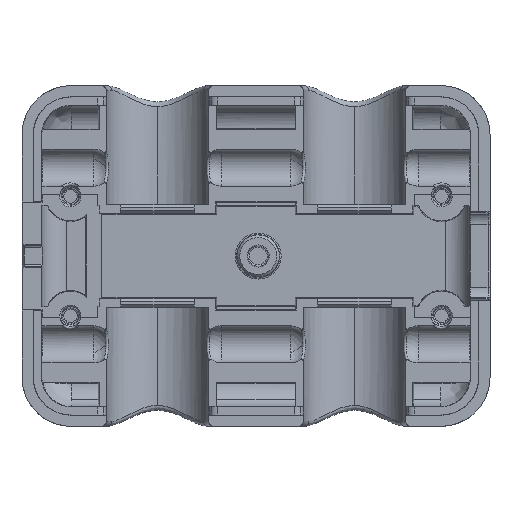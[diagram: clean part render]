
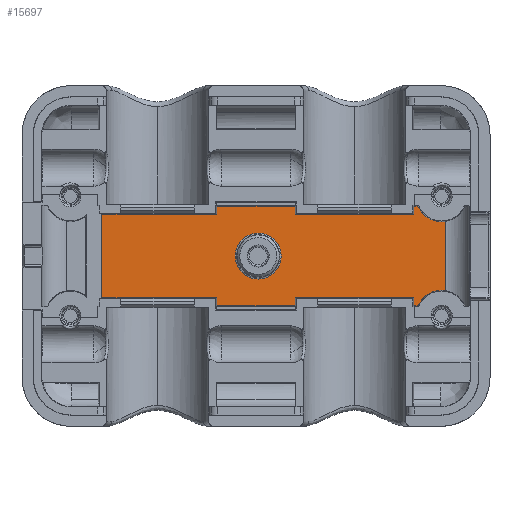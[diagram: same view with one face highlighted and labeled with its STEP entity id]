
A CAD part, top view. The second image highlights one B-rep face of the part: STEP entity #15697.
In plain terms, the highlighted planar face has unit normal (0, 0, 1).
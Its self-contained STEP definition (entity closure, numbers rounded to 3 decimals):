
#513=CARTESIAN_POINT('',(14.02,12.766,-5.));
#514=VERTEX_POINT('',#513);
#521=CARTESIAN_POINT('',(26.08,12.766,-5.));
#522=VERTEX_POINT('',#521);
#523=CARTESIAN_POINT('',(26.08,12.766,-5.));
#524=DIRECTION('',(-1.,-0.,0.));
#525=VECTOR('',#524,12.059);
#526=LINE('',#523,#525);
#527=EDGE_CURVE('',#522,#514,#526,.T.);
#1208=CARTESIAN_POINT('',(28.923,11.994,-5.));
#1209=VERTEX_POINT('',#1208);
#1217=CARTESIAN_POINT('',(26.544,13.569,-5.));
#1218=VERTEX_POINT('',#1217);
#1226=CARTESIAN_POINT('',(28.923,14.578,-5.));
#1227=DIRECTION('',(0.,0.,-1.));
#1228=DIRECTION('',(-1.,0.,0.));
#1229=AXIS2_PLACEMENT_3D('',#1226,#1227,#1228);
#1230=CIRCLE('',#1229,2.584);
#1231=EDGE_CURVE('',#1209,#1218,#1230,.T.);
#3092=CARTESIAN_POINT('',(-5.666,12.766,-5.));
#3093=VERTEX_POINT('',#3092);
#3100=CARTESIAN_POINT('',(6.03,12.766,-5.));
#3101=VERTEX_POINT('',#3100);
#3102=CARTESIAN_POINT('',(-5.666,12.766,-5.));
#3103=DIRECTION('',(1.,-0.,-0.));
#3104=VECTOR('',#3103,11.695);
#3105=LINE('',#3102,#3104);
#3106=EDGE_CURVE('',#3093,#3101,#3105,.T.);
#3157=CARTESIAN_POINT('',(14.02,4.234,-5.));
#3158=VERTEX_POINT('',#3157);
#3165=CARTESIAN_POINT('',(14.02,3.431,-5.));
#3166=VERTEX_POINT('',#3165);
#3167=CARTESIAN_POINT('',(14.02,3.431,-5.));
#3168=DIRECTION('',(0.,1.,-0.));
#3169=VECTOR('',#3168,0.803);
#3170=LINE('',#3167,#3169);
#3171=EDGE_CURVE('',#3166,#3158,#3170,.T.);
#3268=CARTESIAN_POINT('',(6.03,4.234,-5.));
#3269=VERTEX_POINT('',#3268);
#3291=CARTESIAN_POINT('',(6.03,3.431,-5.));
#3292=VERTEX_POINT('',#3291);
#3299=CARTESIAN_POINT('',(6.03,4.234,-5.));
#3300=DIRECTION('',(0.,-1.,0.));
#3301=VECTOR('',#3300,0.803);
#3302=LINE('',#3299,#3301);
#3303=EDGE_CURVE('',#3269,#3292,#3302,.T.);
#3416=CARTESIAN_POINT('',(-5.666,4.234,-5.));
#3417=VERTEX_POINT('',#3416);
#3418=CARTESIAN_POINT('',(-5.666,4.234,-5.));
#3419=DIRECTION('',(1.,0.,-0.));
#3420=VECTOR('',#3419,11.695);
#3421=LINE('',#3418,#3420);
#3422=EDGE_CURVE('',#3417,#3269,#3421,.T.);
#7651=CARTESIAN_POINT('',(-5.666,4.234,-5.));
#7652=DIRECTION('',(-0.,1.,0.));
#7653=VECTOR('',#7652,8.532);
#7654=LINE('',#7651,#7653);
#7655=EDGE_CURVE('',#3417,#3093,#7654,.T.);
#7755=CARTESIAN_POINT('',(26.08,4.234,-5.));
#7756=VERTEX_POINT('',#7755);
#7764=CARTESIAN_POINT('',(26.08,3.431,-5.));
#7765=VERTEX_POINT('',#7764);
#7772=CARTESIAN_POINT('',(26.08,4.234,-5.));
#7773=DIRECTION('',(0.,-1.,0.));
#7774=VECTOR('',#7773,0.803);
#7775=LINE('',#7772,#7774);
#7776=EDGE_CURVE('',#7756,#7765,#7775,.T.);
#7787=CARTESIAN_POINT('',(26.08,13.569,-5.));
#7788=VERTEX_POINT('',#7787);
#7789=CARTESIAN_POINT('',(26.08,13.569,-5.));
#7790=DIRECTION('',(0.,-1.,-0.));
#7791=VECTOR('',#7790,0.803);
#7792=LINE('',#7789,#7791);
#7793=EDGE_CURVE('',#7788,#522,#7792,.T.);
#13706=CARTESIAN_POINT('',(26.08,4.234,-5.));
#13707=DIRECTION('',(-1.,0.,0.));
#13708=VECTOR('',#13707,12.059);
#13709=LINE('',#13706,#13708);
#13710=EDGE_CURVE('',#7756,#3158,#13709,.T.);
#15603=CARTESIAN_POINT('',(10.025,8.5,-5.));
#15604=DIRECTION('',(0.,0.,-1.));
#15605=DIRECTION('',(-1.,0.,0.));
#15606=AXIS2_PLACEMENT_3D('',#15603,#15604,#15605);
#15607=PLANE('',#15606);
#15608=CARTESIAN_POINT('',(7.912,8.5,-5.));
#15609=VERTEX_POINT('',#15608);
#15610=CARTESIAN_POINT('',(10.253,8.5,-5.));
#15611=DIRECTION('',(0.,0.,-1.));
#15612=DIRECTION('',(-1.,0.,0.));
#15613=AXIS2_PLACEMENT_3D('',#15610,#15611,#15612);
#15614=CIRCLE('',#15613,2.34);
#15615=EDGE_CURVE('',#15609,#15609,#15614,.T.);
#15616=ORIENTED_EDGE('',*,*,#15615,.T.);
#15617=EDGE_LOOP('',(#15616));
#15618=FACE_BOUND('',#15617,.T.);
#15619=ORIENTED_EDGE('',*,*,#7655,.F.);
#15620=ORIENTED_EDGE('',*,*,#3422,.T.);
#15621=ORIENTED_EDGE('',*,*,#3303,.T.);
#15622=CARTESIAN_POINT('',(6.03,3.431,-5.));
#15623=DIRECTION('',(1.,0.,-0.));
#15624=VECTOR('',#15623,7.991);
#15625=LINE('',#15622,#15624);
#15626=EDGE_CURVE('',#3292,#3166,#15625,.T.);
#15627=ORIENTED_EDGE('',*,*,#15626,.T.);
#15628=ORIENTED_EDGE('',*,*,#3171,.T.);
#15629=ORIENTED_EDGE('',*,*,#13710,.F.);
#15630=ORIENTED_EDGE('',*,*,#7776,.T.);
#15631=CARTESIAN_POINT('',(26.544,3.431,-5.));
#15632=VERTEX_POINT('',#15631);
#15633=CARTESIAN_POINT('',(26.08,3.431,-5.));
#15634=DIRECTION('',(1.,0.,-0.));
#15635=VECTOR('',#15634,0.465);
#15636=LINE('',#15633,#15635);
#15637=EDGE_CURVE('',#7765,#15632,#15636,.T.);
#15638=ORIENTED_EDGE('',*,*,#15637,.T.);
#15639=CARTESIAN_POINT('',(29.289,4.98,-5.));
#15640=VERTEX_POINT('',#15639);
#15641=CARTESIAN_POINT('',(28.923,2.422,-5.));
#15642=DIRECTION('',(0.,0.,-1.));
#15643=DIRECTION('',(-1.,0.,0.));
#15644=AXIS2_PLACEMENT_3D('',#15641,#15642,#15643);
#15645=CIRCLE('',#15644,2.584);
#15646=EDGE_CURVE('',#15632,#15640,#15645,.T.);
#15647=ORIENTED_EDGE('',*,*,#15646,.T.);
#15648=CARTESIAN_POINT('',(29.289,12.02,-5.));
#15649=VERTEX_POINT('',#15648);
#15650=CARTESIAN_POINT('',(29.289,4.98,-5.));
#15651=DIRECTION('',(0.,1.,0.));
#15652=VECTOR('',#15651,7.04);
#15653=LINE('',#15650,#15652);
#15654=EDGE_CURVE('',#15640,#15649,#15653,.T.);
#15655=ORIENTED_EDGE('',*,*,#15654,.T.);
#15656=CARTESIAN_POINT('',(28.923,14.578,-5.));
#15657=DIRECTION('',(0.,0.,-1.));
#15658=DIRECTION('',(-1.,0.,0.));
#15659=AXIS2_PLACEMENT_3D('',#15656,#15657,#15658);
#15660=CIRCLE('',#15659,2.584);
#15661=EDGE_CURVE('',#15649,#1209,#15660,.T.);
#15662=ORIENTED_EDGE('',*,*,#15661,.T.);
#15663=ORIENTED_EDGE('',*,*,#1231,.T.);
#15664=CARTESIAN_POINT('',(26.544,13.569,-5.));
#15665=DIRECTION('',(-1.,-0.,0.));
#15666=VECTOR('',#15665,0.465);
#15667=LINE('',#15664,#15666);
#15668=EDGE_CURVE('',#1218,#7788,#15667,.T.);
#15669=ORIENTED_EDGE('',*,*,#15668,.T.);
#15670=ORIENTED_EDGE('',*,*,#7793,.T.);
#15671=ORIENTED_EDGE('',*,*,#527,.T.);
#15672=CARTESIAN_POINT('',(14.02,13.569,-5.));
#15673=VERTEX_POINT('',#15672);
#15674=CARTESIAN_POINT('',(14.02,12.766,-5.));
#15675=DIRECTION('',(0.,1.,-0.));
#15676=VECTOR('',#15675,0.803);
#15677=LINE('',#15674,#15676);
#15678=EDGE_CURVE('',#514,#15673,#15677,.T.);
#15679=ORIENTED_EDGE('',*,*,#15678,.T.);
#15680=CARTESIAN_POINT('',(6.03,13.569,-5.));
#15681=VERTEX_POINT('',#15680);
#15682=CARTESIAN_POINT('',(14.02,13.569,-5.));
#15683=DIRECTION('',(-1.,-0.,0.));
#15684=VECTOR('',#15683,7.991);
#15685=LINE('',#15682,#15684);
#15686=EDGE_CURVE('',#15673,#15681,#15685,.T.);
#15687=ORIENTED_EDGE('',*,*,#15686,.T.);
#15688=CARTESIAN_POINT('',(6.03,13.569,-5.));
#15689=DIRECTION('',(0.,-1.,0.));
#15690=VECTOR('',#15689,0.803);
#15691=LINE('',#15688,#15690);
#15692=EDGE_CURVE('',#15681,#3101,#15691,.T.);
#15693=ORIENTED_EDGE('',*,*,#15692,.T.);
#15694=ORIENTED_EDGE('',*,*,#3106,.F.);
#15695=EDGE_LOOP('',(#15619,#15620,#15621,#15627,#15628,#15629,#15630,#15638,#15647,#15655,#15662,#15663,#15669,#15670,#15671,#15679,#15687,#15693,#15694));
#15696=FACE_BOUND('',#15695,.T.);
#15697=ADVANCED_FACE('',(#15618,#15696),#15607,.F.);
